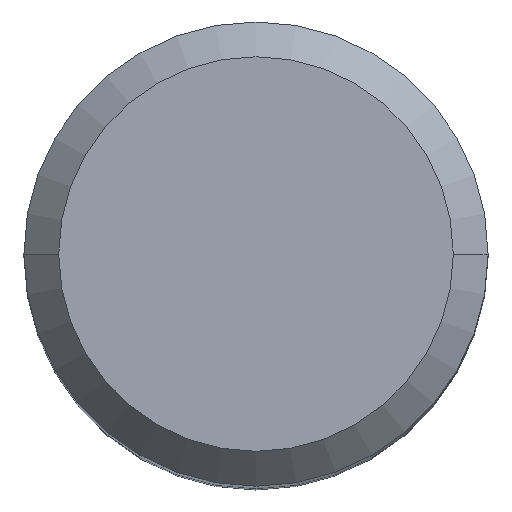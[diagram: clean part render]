
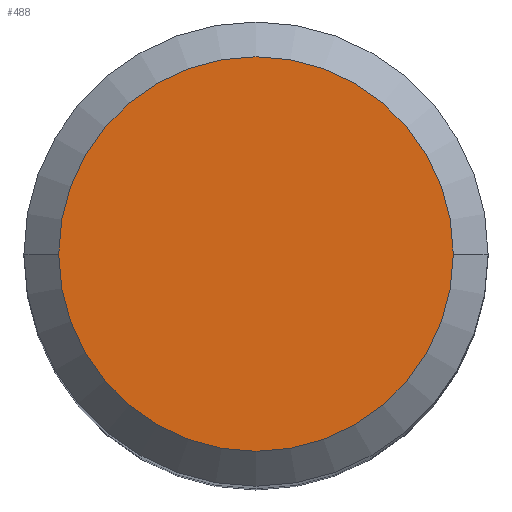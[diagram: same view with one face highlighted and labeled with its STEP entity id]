
A CAD part, top view. The second image highlights one B-rep face of the part: STEP entity #488.
In plain terms, the highlighted planar face has unit normal (0, 0, 1).
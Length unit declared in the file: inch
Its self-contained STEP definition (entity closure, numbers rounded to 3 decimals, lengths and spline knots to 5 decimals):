
#12 = DIRECTION ( 'NONE',  ( 0., 0., 1. ) ) ;
#15 = DIRECTION ( 'NONE',  ( 1., 0., 0. ) ) ;
#21 = PLANE ( 'NONE',  #203 ) ;
#45 = ORIENTED_EDGE ( 'NONE', *, *, #415, .T. ) ;
#51 = VERTEX_POINT ( 'NONE', #479 ) ;
#56 = DIRECTION ( 'NONE',  ( 0., 0., -1. ) ) ;
#99 = DIRECTION ( 'NONE',  ( 1., 0., 0. ) ) ;
#131 = CARTESIAN_POINT ( 'NONE',  ( 0., 0., 0. ) ) ;
#150 = AXIS2_PLACEMENT_3D ( 'NONE', #208, #12, #15 ) ;
#168 = CARTESIAN_POINT ( 'NONE',  ( 0., 0., 0. ) ) ;
#177 = AXIS2_PLACEMENT_3D ( 'NONE', #131, #409, #99 ) ;
#203 = AXIS2_PLACEMENT_3D ( 'NONE', #168, #56, #407 ) ;
#208 = CARTESIAN_POINT ( 'NONE',  ( 0., 0., 0. ) ) ;
#213 = FACE_OUTER_BOUND ( 'NONE', #422, .T. ) ;
#284 = CIRCLE ( 'NONE', #150, 0.26771 ) ;
#325 = CARTESIAN_POINT ( 'NONE',  ( 0.26771, 0., 0. ) ) ;
#334 = ORIENTED_EDGE ( 'NONE', *, *, #466, .T. ) ;
#407 = DIRECTION ( 'NONE',  ( -1., 0., 0. ) ) ;
#409 = DIRECTION ( 'NONE',  ( 0., 0., 1. ) ) ;
#415 = EDGE_CURVE ( 'NONE', #490, #51, #467, .T. ) ;
#422 = EDGE_LOOP ( 'NONE', ( #334, #45 ) ) ;
#466 = EDGE_CURVE ( 'NONE', #51, #490, #284, .T. ) ;
#467 = CIRCLE ( 'NONE', #177, 0.26771 ) ;
#479 = CARTESIAN_POINT ( 'NONE',  ( -0.26771, 0., 0. ) ) ;
#488 = ADVANCED_FACE ( 'NONE', ( #213 ), #21, .F. ) ;
#490 = VERTEX_POINT ( 'NONE', #325 ) ;
